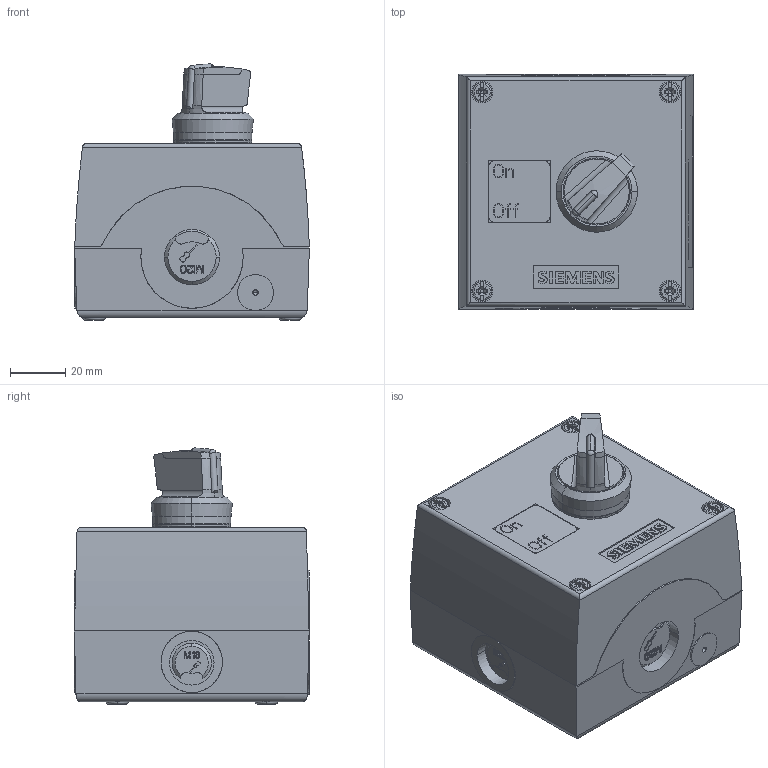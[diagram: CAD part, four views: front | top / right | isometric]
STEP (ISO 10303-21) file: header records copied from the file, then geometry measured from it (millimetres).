
FILE_DESCRIPTION(('STEP AP214'),'1');
FILE_NAME('cctmp_9EDDB7C4-80CE-4D29-AEDB-8CD2EC02B835_2023_07_21_16_26_43_0946..stp','2023-07-21T14:26:45',('SIEMENS A&D'),('CADClick - www.CADClick.com'),'Spatial InterOp 3D postprocessed',' ','unknown authorization');
FILE_SCHEMA(('AUTOMOTIVE_DESIGN'));
Length unit declared in the file: millimetre
Products named in the file (3): cc_unnamed; 2023_07_21_16_26_43_0882; 2023_07_21_16_26_43_0879
Assembly tree (2 placements, depth 2):
  cc_unnamed
    2023_07_21_16_26_43_0882
    2023_07_21_16_26_43_0879
Bounding box: 85.06 x 85.2 x 92.8 mm (x, y, z)
Volume: 413781.7 mm3; surface area: 61102.6 mm2
Topology: 2 solids, 4 shells, 1597 faces, 4417 edges, 2923 vertices
Faces by surface type: plane 1114, cylinder 319, extrusion 90, cone 46, torus 18, bspline 6, sphere 4
Entity records: 64577 total; most frequent: CARTESIAN_POINT 14471, ORIENTED_EDGE 8822, DIRECTION 7709, EDGE_CURVE 4411, VECTOR 3315, LINE 3225, VERTEX_POINT 2923, STYLED_ITEM 2783
